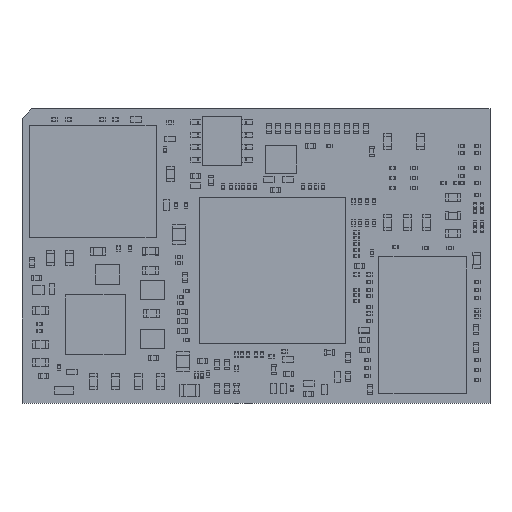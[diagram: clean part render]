
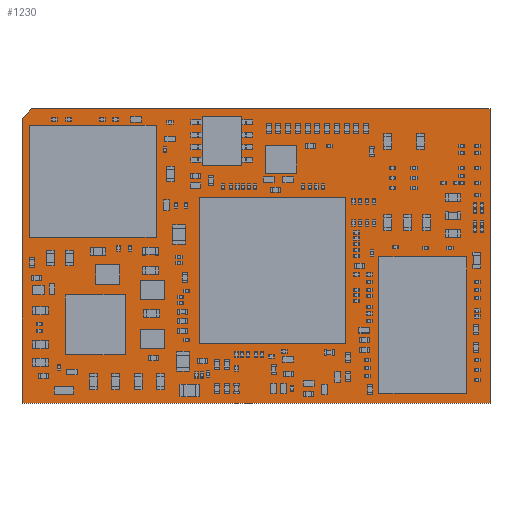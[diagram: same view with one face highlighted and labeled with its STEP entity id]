
A CAD part, top view. The second image highlights one B-rep face of the part: STEP entity #1230.
In plain terms, the highlighted planar face has unit normal (0, 0, 1).
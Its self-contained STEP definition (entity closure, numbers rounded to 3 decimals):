
#839 = VERTEX_POINT('',#840);
#840 = CARTESIAN_POINT('',(24.,-15.1,2.065));
#847 = PLANE('',#848);
#848 = AXIS2_PLACEMENT_3D('',#849,#850,#851);
#849 = CARTESIAN_POINT('',(24.,-15.1,0.));
#850 = DIRECTION('',(-1.,0.,0.));
#851 = DIRECTION('',(0.,1.,0.));
#859 = PLANE('',#860);
#860 = AXIS2_PLACEMENT_3D('',#861,#862,#863);
#861 = CARTESIAN_POINT('',(-24.,-15.1,0.));
#862 = DIRECTION('',(0.,1.,0.));
#863 = DIRECTION('',(1.,0.,0.));
#871 = EDGE_CURVE('',#839,#872,#874,.T.);
#872 = VERTEX_POINT('',#873);
#873 = CARTESIAN_POINT('',(24.,15.1,2.065));
#874 = SURFACE_CURVE('',#875,(#879,#886),.PCURVE_S1.);
#875 = LINE('',#876,#877);
#876 = CARTESIAN_POINT('',(24.,-15.1,2.065));
#877 = VECTOR('',#878,1.);
#878 = DIRECTION('',(0.,1.,0.));
#879 = PCURVE('',#847,#880);
#880 = DEFINITIONAL_REPRESENTATION('',(#881),#885);
#881 = LINE('',#882,#883);
#882 = CARTESIAN_POINT('',(0.,-2.065));
#883 = VECTOR('',#884,1.);
#884 = DIRECTION('',(1.,0.));
#885 = ( GEOMETRIC_REPRESENTATION_CONTEXT(2) 
PARAMETRIC_REPRESENTATION_CONTEXT() REPRESENTATION_CONTEXT('2D SPACE',''
  ) );
#886 = PCURVE('',#887,#892);
#887 = PLANE('',#888);
#888 = AXIS2_PLACEMENT_3D('',#889,#890,#891);
#889 = CARTESIAN_POINT('',(24.,-15.1,2.065));
#890 = DIRECTION('',(0.,0.,-1.));
#891 = DIRECTION('',(-1.,0.,0.));
#892 = DEFINITIONAL_REPRESENTATION('',(#893),#897);
#893 = LINE('',#894,#895);
#894 = CARTESIAN_POINT('',(0.,0.));
#895 = VECTOR('',#896,1.);
#896 = DIRECTION('',(0.,1.));
#897 = ( GEOMETRIC_REPRESENTATION_CONTEXT(2) 
PARAMETRIC_REPRESENTATION_CONTEXT() REPRESENTATION_CONTEXT('2D SPACE',''
  ) );
#915 = PLANE('',#916);
#916 = AXIS2_PLACEMENT_3D('',#917,#918,#919);
#917 = CARTESIAN_POINT('',(24.,15.1,0.));
#918 = DIRECTION('',(0.,-1.,0.));
#919 = DIRECTION('',(-1.,0.,0.));
#957 = EDGE_CURVE('',#872,#958,#960,.T.);
#958 = VERTEX_POINT('',#959);
#959 = CARTESIAN_POINT('',(-23.,15.1,2.065));
#960 = SURFACE_CURVE('',#961,(#965,#972),.PCURVE_S1.);
#961 = LINE('',#962,#963);
#962 = CARTESIAN_POINT('',(24.,15.1,2.065));
#963 = VECTOR('',#964,1.);
#964 = DIRECTION('',(-1.,0.,0.));
#965 = PCURVE('',#915,#966);
#966 = DEFINITIONAL_REPRESENTATION('',(#967),#971);
#967 = LINE('',#968,#969);
#968 = CARTESIAN_POINT('',(0.,-2.065));
#969 = VECTOR('',#970,1.);
#970 = DIRECTION('',(1.,0.));
#971 = ( GEOMETRIC_REPRESENTATION_CONTEXT(2) 
PARAMETRIC_REPRESENTATION_CONTEXT() REPRESENTATION_CONTEXT('2D SPACE',''
  ) );
#972 = PCURVE('',#887,#973);
#973 = DEFINITIONAL_REPRESENTATION('',(#974),#978);
#974 = LINE('',#975,#976);
#975 = CARTESIAN_POINT('',(0.,30.2));
#976 = VECTOR('',#977,1.);
#977 = DIRECTION('',(1.,0.));
#978 = ( GEOMETRIC_REPRESENTATION_CONTEXT(2) 
PARAMETRIC_REPRESENTATION_CONTEXT() REPRESENTATION_CONTEXT('2D SPACE',''
  ) );
#996 = PLANE('',#997);
#997 = AXIS2_PLACEMENT_3D('',#998,#999,#1000);
#998 = CARTESIAN_POINT('',(-23.,15.1,0.));
#999 = DIRECTION('',(0.707,-0.707,0.));
#1000 = DIRECTION('',(-0.707,-0.707,0.));
#1033 = EDGE_CURVE('',#958,#1034,#1036,.T.);
#1034 = VERTEX_POINT('',#1035);
#1035 = CARTESIAN_POINT('',(-24.,14.1,2.065));
#1036 = SURFACE_CURVE('',#1037,(#1041,#1048),.PCURVE_S1.);
#1037 = LINE('',#1038,#1039);
#1038 = CARTESIAN_POINT('',(-23.,15.1,2.065));
#1039 = VECTOR('',#1040,1.);
#1040 = DIRECTION('',(-0.707,-0.707,0.));
#1041 = PCURVE('',#996,#1042);
#1042 = DEFINITIONAL_REPRESENTATION('',(#1043),#1047);
#1043 = LINE('',#1044,#1045);
#1044 = CARTESIAN_POINT('',(0.,-2.065));
#1045 = VECTOR('',#1046,1.);
#1046 = DIRECTION('',(1.,0.));
#1047 = ( GEOMETRIC_REPRESENTATION_CONTEXT(2) 
PARAMETRIC_REPRESENTATION_CONTEXT() REPRESENTATION_CONTEXT('2D SPACE',''
  ) );
#1048 = PCURVE('',#887,#1049);
#1049 = DEFINITIONAL_REPRESENTATION('',(#1050),#1054);
#1050 = LINE('',#1051,#1052);
#1051 = CARTESIAN_POINT('',(47.,30.2));
#1052 = VECTOR('',#1053,1.);
#1053 = DIRECTION('',(0.707,-0.707));
#1054 = ( GEOMETRIC_REPRESENTATION_CONTEXT(2) 
PARAMETRIC_REPRESENTATION_CONTEXT() REPRESENTATION_CONTEXT('2D SPACE',''
  ) );
#1072 = PLANE('',#1073);
#1073 = AXIS2_PLACEMENT_3D('',#1074,#1075,#1076);
#1074 = CARTESIAN_POINT('',(-24.,14.1,0.));
#1075 = DIRECTION('',(1.,0.,0.));
#1076 = DIRECTION('',(0.,-1.,0.));
#1109 = EDGE_CURVE('',#1034,#1110,#1112,.T.);
#1110 = VERTEX_POINT('',#1111);
#1111 = CARTESIAN_POINT('',(-24.,-15.1,2.065));
#1112 = SURFACE_CURVE('',#1113,(#1117,#1124),.PCURVE_S1.);
#1113 = LINE('',#1114,#1115);
#1114 = CARTESIAN_POINT('',(-24.,14.1,2.065));
#1115 = VECTOR('',#1116,1.);
#1116 = DIRECTION('',(0.,-1.,0.));
#1117 = PCURVE('',#1072,#1118);
#1118 = DEFINITIONAL_REPRESENTATION('',(#1119),#1123);
#1119 = LINE('',#1120,#1121);
#1120 = CARTESIAN_POINT('',(0.,-2.065));
#1121 = VECTOR('',#1122,1.);
#1122 = DIRECTION('',(1.,0.));
#1123 = ( GEOMETRIC_REPRESENTATION_CONTEXT(2) 
PARAMETRIC_REPRESENTATION_CONTEXT() REPRESENTATION_CONTEXT('2D SPACE',''
  ) );
#1124 = PCURVE('',#887,#1125);
#1125 = DEFINITIONAL_REPRESENTATION('',(#1126),#1130);
#1126 = LINE('',#1127,#1128);
#1127 = CARTESIAN_POINT('',(48.,29.2));
#1128 = VECTOR('',#1129,1.);
#1129 = DIRECTION('',(0.,-1.));
#1130 = ( GEOMETRIC_REPRESENTATION_CONTEXT(2) 
PARAMETRIC_REPRESENTATION_CONTEXT() REPRESENTATION_CONTEXT('2D SPACE',''
  ) );
#1180 = EDGE_CURVE('',#1110,#839,#1181,.T.);
#1181 = SURFACE_CURVE('',#1182,(#1186,#1193),.PCURVE_S1.);
#1182 = LINE('',#1183,#1184);
#1183 = CARTESIAN_POINT('',(-24.,-15.1,2.065));
#1184 = VECTOR('',#1185,1.);
#1185 = DIRECTION('',(1.,0.,0.));
#1186 = PCURVE('',#859,#1187);
#1187 = DEFINITIONAL_REPRESENTATION('',(#1188),#1192);
#1188 = LINE('',#1189,#1190);
#1189 = CARTESIAN_POINT('',(0.,-2.065));
#1190 = VECTOR('',#1191,1.);
#1191 = DIRECTION('',(1.,0.));
#1192 = ( GEOMETRIC_REPRESENTATION_CONTEXT(2) 
PARAMETRIC_REPRESENTATION_CONTEXT() REPRESENTATION_CONTEXT('2D SPACE',''
  ) );
#1193 = PCURVE('',#887,#1194);
#1194 = DEFINITIONAL_REPRESENTATION('',(#1195),#1199);
#1195 = LINE('',#1196,#1197);
#1196 = CARTESIAN_POINT('',(48.,0.));
#1197 = VECTOR('',#1198,1.);
#1198 = DIRECTION('',(-1.,0.));
#1199 = ( GEOMETRIC_REPRESENTATION_CONTEXT(2) 
PARAMETRIC_REPRESENTATION_CONTEXT() REPRESENTATION_CONTEXT('2D SPACE',''
  ) );
#1230 = ADVANCED_FACE('',(#1231),#887,.F.);
#1231 = FACE_BOUND('',#1232,.T.);
#1232 = EDGE_LOOP('',(#1233,#1234,#1235,#1236,#1237));
#1233 = ORIENTED_EDGE('',*,*,#871,.T.);
#1234 = ORIENTED_EDGE('',*,*,#957,.T.);
#1235 = ORIENTED_EDGE('',*,*,#1033,.T.);
#1236 = ORIENTED_EDGE('',*,*,#1109,.T.);
#1237 = ORIENTED_EDGE('',*,*,#1180,.T.);
